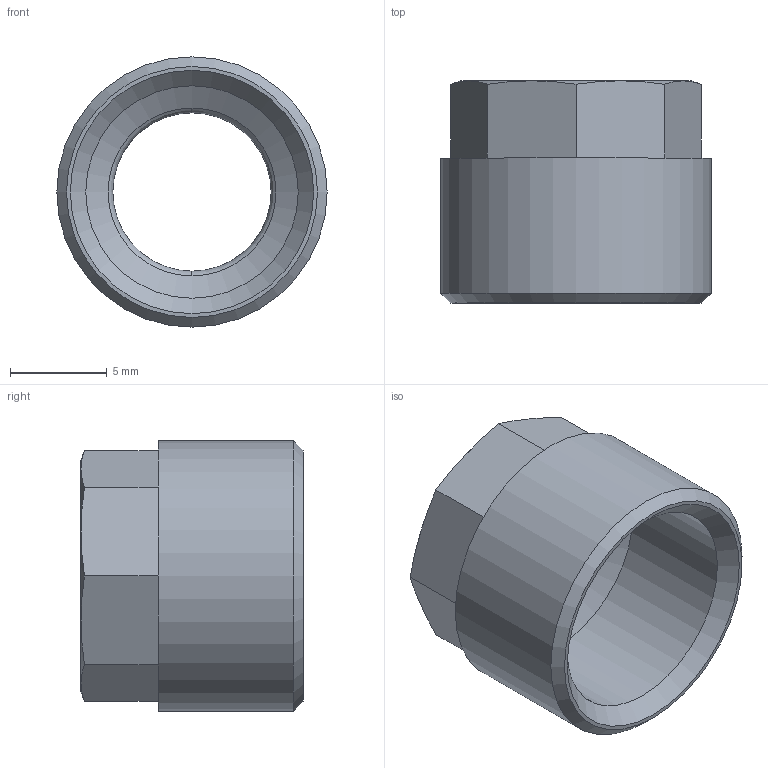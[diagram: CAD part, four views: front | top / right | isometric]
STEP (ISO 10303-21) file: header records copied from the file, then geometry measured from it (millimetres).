
FILE_DESCRIPTION(/* description */ (''),/* implementation_level */ '2;1');
FILE_NAME(/* name */ 'mck_6_msv.stp',/* time_stamp */ '2016-06-22T14:57:26+02:00',/* author */ ('hamoud'),/* organization */ (''),/* preprocessor_version */ 'ST-DEVELOPER v15.6',/* originating_system */ 'Autodesk Inventor LT ',/* authorisation */ '');
FILE_SCHEMA (('AUTOMOTIVE_DESIGN { 1 0 10303 214 3 1 1 }'));
Length unit declared in the file: millimetre
Products named in the file (1): mck_6_msv
Bounding box: 14 x 11.5 x 14 mm (x, y, z)
Volume: 693.5 mm3; surface area: 997.4 mm2
Topology: 1 solids, 1 shells, 29 faces, 66 edges, 40 vertices
Faces by surface type: cone 11, plane 11, torus 4, cylinder 3
Full cylindrical faces by diameter (mm): 8.2 x1, 11 x1, 14 x1
Entity records: 789 total; most frequent: CARTESIAN_POINT 158, DIRECTION 128, ORIENTED_EDGE 116, EDGE_CURVE 58, AXIS2_PLACEMENT_3D 56, EDGE_LOOP 38, VERTEX_POINT 38, FACE_OUTER_BOUND 29
